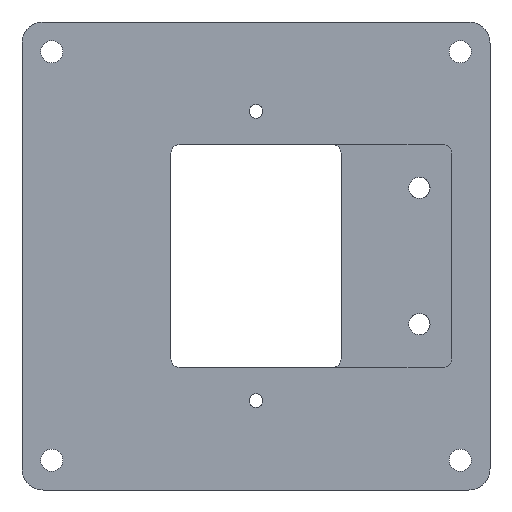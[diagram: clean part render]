
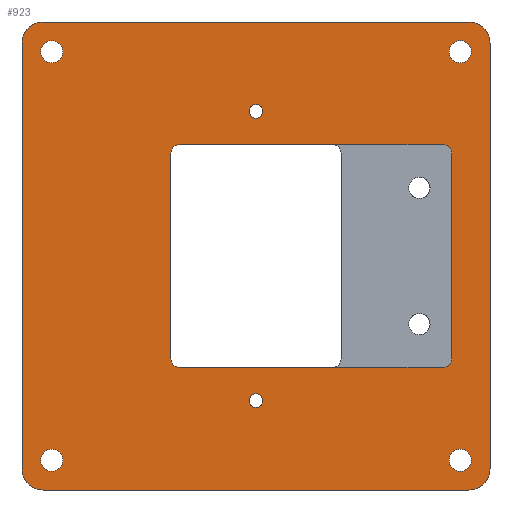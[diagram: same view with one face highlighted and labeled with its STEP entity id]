
A CAD part, front view. The second image highlights one B-rep face of the part: STEP entity #923.
In plain terms, the highlighted planar face has unit normal (0, -1, 0).
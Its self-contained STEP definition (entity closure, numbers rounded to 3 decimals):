
#23=FACE_BOUND('',#301,.T.);
#24=FACE_BOUND('',#302,.T.);
#25=FACE_BOUND('',#303,.T.);
#26=FACE_BOUND('',#304,.T.);
#27=FACE_BOUND('',#305,.T.);
#28=FACE_BOUND('',#306,.T.);
#29=FACE_BOUND('',#307,.T.);
#39=PLANE('',#1044);
#61=LINE('',#1488,#121);
#75=LINE('',#1610,#135);
#78=LINE('',#1615,#138);
#79=LINE('',#1619,#139);
#80=LINE('',#1623,#140);
#81=LINE('',#1627,#141);
#82=LINE('',#1631,#142);
#83=LINE('',#1642,#143);
#84=LINE('',#1646,#144);
#85=LINE('',#1649,#145);
#121=VECTOR('',#1146,10.);
#135=VECTOR('',#1256,10.);
#138=VECTOR('',#1261,10.);
#139=VECTOR('',#1264,10.);
#140=VECTOR('',#1267,10.);
#141=VECTOR('',#1270,10.);
#142=VECTOR('',#1273,10.);
#143=VECTOR('',#1284,10.);
#144=VECTOR('',#1287,10.);
#145=VECTOR('',#1290,10.);
#244=FACE_OUTER_BOUND('',#300,.T.);
#300=EDGE_LOOP('',(#749,#750,#751,#752,#753,#754,#755,#756));
#301=EDGE_LOOP('',(#757));
#302=EDGE_LOOP('',(#758));
#303=EDGE_LOOP('',(#759));
#304=EDGE_LOOP('',(#760));
#305=EDGE_LOOP('',(#761));
#306=EDGE_LOOP('',(#762));
#307=EDGE_LOOP('',(#763,#764,#765,#766,#767,#768,#769,#770,#771,#772));
#348=CIRCLE('',#987,0.8);
#350=CIRCLE('',#990,0.8);
#352=CIRCLE('',#993,1.);
#357=CIRCLE('',#1001,1.);
#386=CIRCLE('',#1045,2.5);
#387=CIRCLE('',#1046,2.5);
#388=CIRCLE('',#1047,2.5);
#389=CIRCLE('',#1048,2.5);
#390=CIRCLE('',#1049,1.3);
#391=CIRCLE('',#1050,1.3);
#392=CIRCLE('',#1051,1.3);
#393=CIRCLE('',#1052,1.3);
#394=CIRCLE('',#1053,1.);
#395=CIRCLE('',#1054,1.);
#425=VERTEX_POINT('',#1465);
#427=VERTEX_POINT('',#1471);
#430=VERTEX_POINT('',#1478);
#431=VERTEX_POINT('',#1480);
#433=VERTEX_POINT('',#1486);
#440=VERTEX_POINT('',#1504);
#469=VERTEX_POINT('',#1609);
#470=VERTEX_POINT('',#1613);
#471=VERTEX_POINT('',#1617);
#472=VERTEX_POINT('',#1618);
#473=VERTEX_POINT('',#1620);
#474=VERTEX_POINT('',#1622);
#475=VERTEX_POINT('',#1624);
#476=VERTEX_POINT('',#1626);
#477=VERTEX_POINT('',#1628);
#478=VERTEX_POINT('',#1630);
#479=VERTEX_POINT('',#1633);
#480=VERTEX_POINT('',#1635);
#481=VERTEX_POINT('',#1637);
#482=VERTEX_POINT('',#1639);
#483=VERTEX_POINT('',#1641);
#484=VERTEX_POINT('',#1643);
#485=VERTEX_POINT('',#1645);
#486=VERTEX_POINT('',#1647);
#516=EDGE_CURVE('',#425,#425,#348,.T.);
#519=EDGE_CURVE('',#427,#427,#350,.T.);
#522=EDGE_CURVE('',#430,#431,#352,.F.);
#526=EDGE_CURVE('',#430,#433,#61,.T.);
#535=EDGE_CURVE('',#440,#433,#357,.F.);
#575=EDGE_CURVE('',#469,#431,#75,.T.);
#578=EDGE_CURVE('',#440,#470,#78,.T.);
#579=EDGE_CURVE('',#471,#472,#79,.T.);
#580=EDGE_CURVE('',#473,#471,#386,.T.);
#581=EDGE_CURVE('',#474,#473,#80,.T.);
#582=EDGE_CURVE('',#475,#474,#387,.T.);
#583=EDGE_CURVE('',#476,#475,#81,.T.);
#584=EDGE_CURVE('',#477,#476,#388,.T.);
#585=EDGE_CURVE('',#478,#477,#82,.T.);
#586=EDGE_CURVE('',#472,#478,#389,.T.);
#587=EDGE_CURVE('',#479,#479,#390,.T.);
#588=EDGE_CURVE('',#480,#480,#391,.T.);
#589=EDGE_CURVE('',#481,#481,#392,.T.);
#590=EDGE_CURVE('',#482,#482,#393,.T.);
#591=EDGE_CURVE('',#470,#483,#83,.T.);
#592=EDGE_CURVE('',#484,#483,#394,.T.);
#593=EDGE_CURVE('',#484,#485,#84,.T.);
#594=EDGE_CURVE('',#486,#485,#395,.T.);
#595=EDGE_CURVE('',#486,#469,#85,.T.);
#749=ORIENTED_EDGE('',*,*,#579,.F.);
#750=ORIENTED_EDGE('',*,*,#580,.F.);
#751=ORIENTED_EDGE('',*,*,#581,.F.);
#752=ORIENTED_EDGE('',*,*,#582,.F.);
#753=ORIENTED_EDGE('',*,*,#583,.F.);
#754=ORIENTED_EDGE('',*,*,#584,.F.);
#755=ORIENTED_EDGE('',*,*,#585,.F.);
#756=ORIENTED_EDGE('',*,*,#586,.F.);
#757=ORIENTED_EDGE('',*,*,#516,.T.);
#758=ORIENTED_EDGE('',*,*,#519,.T.);
#759=ORIENTED_EDGE('',*,*,#587,.F.);
#760=ORIENTED_EDGE('',*,*,#588,.F.);
#761=ORIENTED_EDGE('',*,*,#589,.F.);
#762=ORIENTED_EDGE('',*,*,#590,.F.);
#763=ORIENTED_EDGE('',*,*,#575,.T.);
#764=ORIENTED_EDGE('',*,*,#522,.F.);
#765=ORIENTED_EDGE('',*,*,#526,.T.);
#766=ORIENTED_EDGE('',*,*,#535,.F.);
#767=ORIENTED_EDGE('',*,*,#578,.T.);
#768=ORIENTED_EDGE('',*,*,#591,.T.);
#769=ORIENTED_EDGE('',*,*,#592,.F.);
#770=ORIENTED_EDGE('',*,*,#593,.T.);
#771=ORIENTED_EDGE('',*,*,#594,.F.);
#772=ORIENTED_EDGE('',*,*,#595,.T.);
#923=ADVANCED_FACE('',(#244,#23,#24,#25,#26,#27,#28,#29),#39,.F.);
#987=AXIS2_PLACEMENT_3D('',#1467,#1125,#1126);
#990=AXIS2_PLACEMENT_3D('',#1473,#1132,#1133);
#993=AXIS2_PLACEMENT_3D('',#1481,#1139,#1140);
#1001=AXIS2_PLACEMENT_3D('',#1506,#1163,#1164);
#1044=AXIS2_PLACEMENT_3D('',#1616,#1262,#1263);
#1045=AXIS2_PLACEMENT_3D('',#1621,#1265,#1266);
#1046=AXIS2_PLACEMENT_3D('',#1625,#1268,#1269);
#1047=AXIS2_PLACEMENT_3D('',#1629,#1271,#1272);
#1048=AXIS2_PLACEMENT_3D('',#1632,#1274,#1275);
#1049=AXIS2_PLACEMENT_3D('',#1634,#1276,#1277);
#1050=AXIS2_PLACEMENT_3D('',#1636,#1278,#1279);
#1051=AXIS2_PLACEMENT_3D('',#1638,#1280,#1281);
#1052=AXIS2_PLACEMENT_3D('',#1640,#1282,#1283);
#1053=AXIS2_PLACEMENT_3D('',#1644,#1285,#1286);
#1054=AXIS2_PLACEMENT_3D('',#1648,#1288,#1289);
#1125=DIRECTION('center_axis',(0.,1.,0.));
#1126=DIRECTION('ref_axis',(1.,0.,0.));
#1132=DIRECTION('center_axis',(0.,1.,0.));
#1133=DIRECTION('ref_axis',(1.,0.,0.));
#1139=DIRECTION('center_axis',(0.,1.,0.));
#1140=DIRECTION('ref_axis',(0.707,0.,0.707));
#1146=DIRECTION('',(0.,0.,-1.));
#1163=DIRECTION('center_axis',(0.,1.,0.));
#1164=DIRECTION('ref_axis',(0.707,0.,-0.707));
#1256=DIRECTION('',(1.,0.,0.));
#1261=DIRECTION('',(-1.,0.,0.));
#1262=DIRECTION('center_axis',(0.,1.,0.));
#1263=DIRECTION('ref_axis',(0.,0.,1.));
#1264=DIRECTION('',(-1.,0.,0.));
#1265=DIRECTION('center_axis',(0.,1.,0.));
#1266=DIRECTION('ref_axis',(1.,0.,0.));
#1267=DIRECTION('',(0.,0.,-1.));
#1268=DIRECTION('center_axis',(0.,1.,0.));
#1269=DIRECTION('ref_axis',(0.,0.,1.));
#1270=DIRECTION('',(1.,0.,0.));
#1271=DIRECTION('center_axis',(0.,1.,0.));
#1272=DIRECTION('ref_axis',(-1.,0.,0.));
#1273=DIRECTION('',(0.,0.,1.));
#1274=DIRECTION('center_axis',(0.,1.,0.));
#1275=DIRECTION('ref_axis',(0.,0.,-1.));
#1276=DIRECTION('center_axis',(0.,-1.,0.));
#1277=DIRECTION('ref_axis',(1.,0.,0.));
#1278=DIRECTION('center_axis',(0.,-1.,0.));
#1279=DIRECTION('ref_axis',(1.,0.,0.));
#1280=DIRECTION('center_axis',(0.,-1.,0.));
#1281=DIRECTION('ref_axis',(1.,0.,0.));
#1282=DIRECTION('center_axis',(0.,-1.,0.));
#1283=DIRECTION('ref_axis',(1.,0.,0.));
#1284=DIRECTION('',(-1.,0.,0.));
#1285=DIRECTION('center_axis',(0.,-1.,0.));
#1286=DIRECTION('ref_axis',(-0.707,0.,-0.707));
#1287=DIRECTION('',(0.,0.,1.));
#1288=DIRECTION('center_axis',(0.,-1.,0.));
#1289=DIRECTION('ref_axis',(-0.707,0.,0.707));
#1290=DIRECTION('',(1.,0.,0.));
#1465=CARTESIAN_POINT('',(-0.8,0.,-17.));
#1467=CARTESIAN_POINT('Origin',(0.,0.,-17.));
#1471=CARTESIAN_POINT('',(-0.8,0.,17.));
#1473=CARTESIAN_POINT('Origin',(0.,0.,17.));
#1478=CARTESIAN_POINT('',(23.,0.,12.1));
#1480=CARTESIAN_POINT('',(22.,0.,13.1));
#1481=CARTESIAN_POINT('Origin',(22.,0.,12.1));
#1486=CARTESIAN_POINT('',(23.,0.,-12.1));
#1488=CARTESIAN_POINT('',(23.,0.,-6.55));
#1504=CARTESIAN_POINT('',(22.,0.,-13.1));
#1506=CARTESIAN_POINT('Origin',(22.,0.,-12.1));
#1609=CARTESIAN_POINT('',(9.,0.,13.1));
#1610=CARTESIAN_POINT('',(11.5,0.,13.1));
#1613=CARTESIAN_POINT('',(9.,0.,-13.1));
#1615=CARTESIAN_POINT('',(4.5,0.,-13.1));
#1616=CARTESIAN_POINT('Origin',(0.,0.,0.));
#1617=CARTESIAN_POINT('',(25.,0.,-27.5));
#1618=CARTESIAN_POINT('',(-25.,0.,-27.5));
#1619=CARTESIAN_POINT('',(25.,0.,-27.5));
#1620=CARTESIAN_POINT('',(27.5,0.,-25.));
#1621=CARTESIAN_POINT('Origin',(25.,0.,-25.));
#1622=CARTESIAN_POINT('',(27.5,0.,25.));
#1623=CARTESIAN_POINT('',(27.5,0.,25.));
#1624=CARTESIAN_POINT('',(25.,0.,27.5));
#1625=CARTESIAN_POINT('Origin',(25.,0.,25.));
#1626=CARTESIAN_POINT('',(-25.,0.,27.5));
#1627=CARTESIAN_POINT('',(-25.,0.,27.5));
#1628=CARTESIAN_POINT('',(-27.5,0.,25.));
#1629=CARTESIAN_POINT('Origin',(-25.,0.,25.));
#1630=CARTESIAN_POINT('',(-27.5,0.,-25.));
#1631=CARTESIAN_POINT('',(-27.5,0.,-25.));
#1632=CARTESIAN_POINT('Origin',(-25.,0.,-25.));
#1633=CARTESIAN_POINT('',(-25.3,0.,24.));
#1634=CARTESIAN_POINT('Origin',(-24.,0.,24.));
#1635=CARTESIAN_POINT('',(-25.3,0.,-24.));
#1636=CARTESIAN_POINT('Origin',(-24.,0.,-24.));
#1637=CARTESIAN_POINT('',(22.7,0.,24.));
#1638=CARTESIAN_POINT('Origin',(24.,0.,24.));
#1639=CARTESIAN_POINT('',(22.7,0.,-24.));
#1640=CARTESIAN_POINT('Origin',(24.,0.,-24.));
#1641=CARTESIAN_POINT('',(-9.,0.,-13.1));
#1642=CARTESIAN_POINT('',(-5.,0.,-13.1));
#1643=CARTESIAN_POINT('',(-10.,0.,-12.1));
#1644=CARTESIAN_POINT('Origin',(-9.,0.,-12.1));
#1645=CARTESIAN_POINT('',(-10.,0.,12.1));
#1646=CARTESIAN_POINT('',(-10.,0.,6.55));
#1647=CARTESIAN_POINT('',(-9.,0.,13.1));
#1648=CARTESIAN_POINT('Origin',(-9.,0.,12.1));
#1649=CARTESIAN_POINT('',(5.,0.,13.1));
